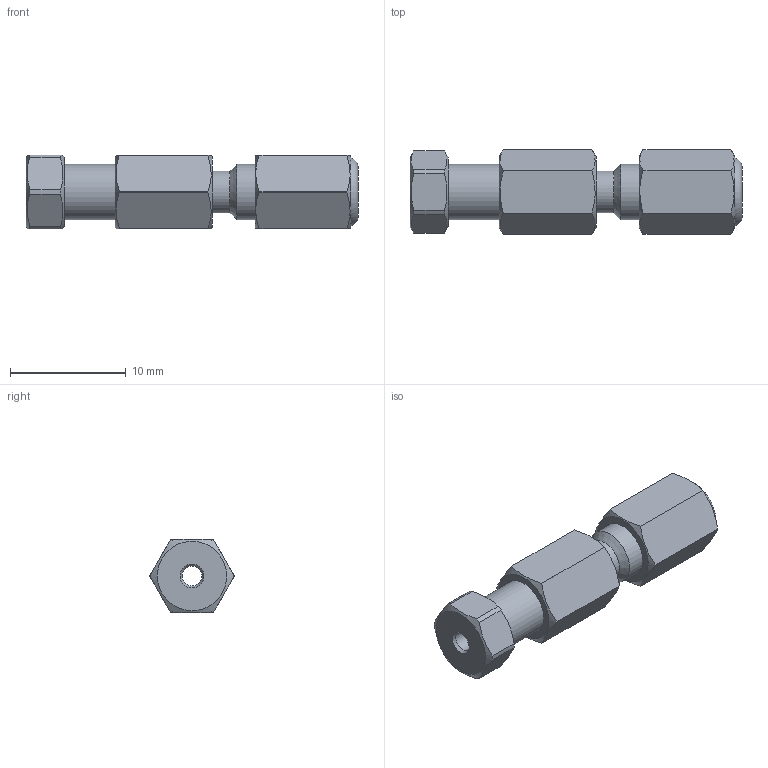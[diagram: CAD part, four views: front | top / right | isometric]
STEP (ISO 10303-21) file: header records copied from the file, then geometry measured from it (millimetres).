
FILE_DESCRIPTION((''),'2;1');
FILE_NAME('305079-ECEF111.0 External column fitting.stp','2013-08-21T15:25:13',('Franzp'),(''),'Autodesk Inventor 2013','Autodesk Inventor 2013','');
FILE_SCHEMA(('AUTOMOTIVE_DESIGN { 1 0 10303 214 1 1 1 1 }'));
Length unit declared in the file: millimetre
Products named in the file (1): 305079_Shrinkwrap_1
Bounding box: 28.71 x 7.33 x 6.35 mm (x, y, z)
Surface area: 858.7 mm2 (no closed solid volume)
Topology: 0 solids, 4 shells, 49 faces, 159 edges, 106 vertices
Faces by surface type: plane 26, cylinder 11, cone 11, torus 1
Full cylindrical faces by diameter (mm): 1.727 x1, 1.73 x1, 3.6 x1, 4.826 x2
Entity records: 1646 total; most frequent: CARTESIAN_POINT 354, DIRECTION 260, ORIENTED_EDGE 212, EDGE_CURVE 134, AXIS2_PLACEMENT_3D 112, VERTEX_POINT 98, EDGE_LOOP 74, CIRCLE 62
